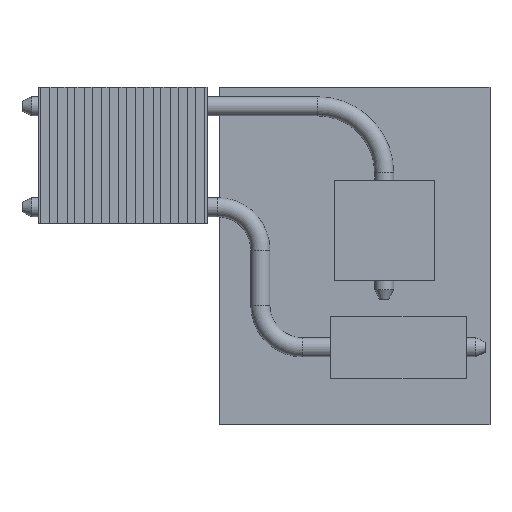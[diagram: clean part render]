
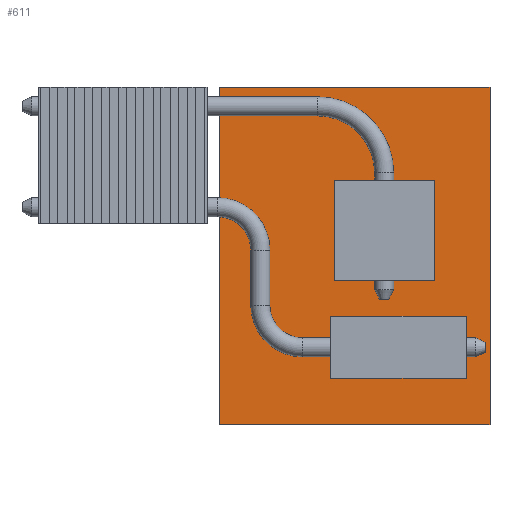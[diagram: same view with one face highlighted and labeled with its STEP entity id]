
A CAD part, top view. The second image highlights one B-rep face of the part: STEP entity #611.
In plain terms, the highlighted planar face has unit normal (0, 0, 1).
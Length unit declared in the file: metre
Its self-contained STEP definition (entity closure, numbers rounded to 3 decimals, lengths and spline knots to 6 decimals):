
#611=ADVANCED_FACE('0:1023',(#1075),#1076,.F.);
#1075=FACE_OUTER_BOUND('',#1505,.T.);
#1076=PLANE('',#1506);
#1505=EDGE_LOOP('',(#2451,#2452,#2453,#2454));
#1506=AXIS2_PLACEMENT_3D('',#2455,#2456,#2457);
#2451=ORIENTED_EDGE('',*,*,#2911,.F.);
#2452=ORIENTED_EDGE('',*,*,#2917,.F.);
#2453=ORIENTED_EDGE('',*,*,#2902,.F.);
#2454=ORIENTED_EDGE('',*,*,#2915,.F.);
#2455=CARTESIAN_POINT('',(-0.01,0.0,0.001575));
#2456=DIRECTION('',(0.0,0.0,-1.0));
#2457=DIRECTION('',(0.0,-1.0,0.0));
#2902=EDGE_CURVE('0:49',#3444,#3445,#3446,.F.);
#2911=EDGE_CURVE('0:1049',#3459,#3460,#3461,.F.);
#2915=EDGE_CURVE('0:1058',#3460,#3444,#3465,.T.);
#2917=EDGE_CURVE('0:1061',#3445,#3459,#3467,.F.);
#3444=VERTEX_POINT('',#4192);
#3445=VERTEX_POINT('',#4193);
#3446=LINE('',#4194,#4195);
#3459=VERTEX_POINT('',#4214);
#3460=VERTEX_POINT('',#4215);
#3461=LINE('',#4216,#4217);
#3465=LINE('',#4223,#4224);
#3467=LINE('',#4226,#4227);
#4192=CARTESIAN_POINT('',(-0.01,-0.095789,0.001575));
#4193=CARTESIAN_POINT('',(0.04687,-0.095789,0.001575));
#4194=CARTESIAN_POINT('',(-0.005,-0.095789,0.001575));
#4195=VECTOR('',#4649,1.0);
#4214=CARTESIAN_POINT('',(0.04687,-0.16668,0.001575));
#4215=CARTESIAN_POINT('',(-0.01,-0.16668,0.001575));
#4216=CARTESIAN_POINT('',(-0.005,-0.16668,0.001575));
#4217=VECTOR('',#4656,1.0);
#4223=CARTESIAN_POINT('',(-0.01,0.0,0.001575));
#4224=VECTOR('',#4659,1.0);
#4226=CARTESIAN_POINT('',(0.04687,0.0,0.001575));
#4227=VECTOR('',#4660,1.0);
#4649=DIRECTION('',(-1.0,0.0,0.0));
#4656=DIRECTION('',(1.0,0.0,0.0));
#4659=DIRECTION('',(0.0,1.0,0.0));
#4660=DIRECTION('',(-0.0,1.0,0.0));
